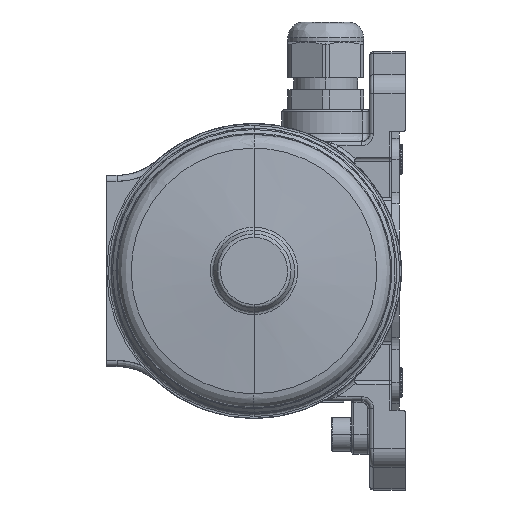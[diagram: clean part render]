
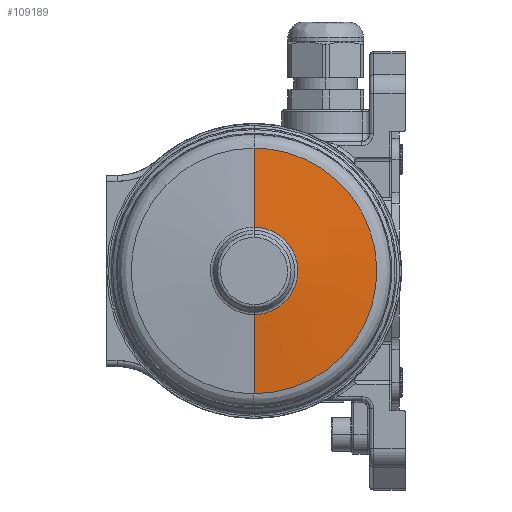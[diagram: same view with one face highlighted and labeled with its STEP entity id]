
A CAD part, left-side view. The second image highlights one B-rep face of the part: STEP entity #109189.
In plain terms, the highlighted conical face has half-angle 85 degrees and reference radius 30.831 mm.
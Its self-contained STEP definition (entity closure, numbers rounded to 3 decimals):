
#1721 = EDGE_CURVE ( 'NONE', #8424, #59035, #56658, .T. ) ;
#7132 = CARTESIAN_POINT ( 'NONE',  ( -75.95, -5.189, 9.573 ) ) ;
#7338 = CARTESIAN_POINT ( 'NONE',  ( -74.211, 0.32, 30.828 ) ) ;
#7969 = CARTESIAN_POINT ( 'NONE',  ( -75.95, -6.404, 8.76 ) ) ;
#8396 = CARTESIAN_POINT ( 'NONE',  ( -75.95, -2.533, -10.68 ) ) ;
#8424 = VERTEX_POINT ( 'NONE', #19949 ) ;
#8789 = ORIENTED_EDGE ( 'NONE', *, *, #41994, .T. ) ;
#9191 = VERTEX_POINT ( 'NONE', #36300 ) ;
#10004 = DIRECTION ( 'NONE',  ( 0., 0., -1. ) ) ;
#12030 = VECTOR ( 'NONE', #74758, 1000. ) ;
#13311 = CARTESIAN_POINT ( 'NONE',  ( -75.95, 0.33, 10.959 ) ) ;
#15789 = FACE_OUTER_BOUND ( 'NONE', #65896, .T. ) ;
#16251 = ORIENTED_EDGE ( 'NONE', *, *, #27372, .T. ) ;
#16736 = AXIS2_PLACEMENT_3D ( 'NONE', #27349, #76838, #36643 ) ;
#17706 = CARTESIAN_POINT ( 'NONE',  ( -75.95, -10.625, -1.441 ) ) ;
#19949 = CARTESIAN_POINT ( 'NONE',  ( -74.211, 0.336, -30.834 ) ) ;
#26683 = EDGE_CURVE ( 'NONE', #31120, #114595, #57382, .T. ) ;
#27349 = CARTESIAN_POINT ( 'NONE',  ( -74.211, 0.336, -0.003 ) ) ;
#27372 = EDGE_CURVE ( 'NONE', #9191, #8424, #60299, .T. ) ;
#27405 = CARTESIAN_POINT ( 'NONE',  ( -75.95, -1.104, 10.958 ) ) ;
#27678 = CARTESIAN_POINT ( 'NONE',  ( -74.211, -15.113, -26.761 ) ) ;
#28101 = CARTESIAN_POINT ( 'NONE',  ( -74.211, -30.297, 4.024 ) ) ;
#28535 = CARTESIAN_POINT ( 'NONE',  ( -74.211, -9.597, -29.26 ) ) ;
#29373 = CARTESIAN_POINT ( 'NONE',  ( -74.211, -3.715, 30.627 ) ) ;
#31120 = VERTEX_POINT ( 'NONE', #87750 ) ;
#34588 = VECTOR ( 'NONE', #116881, 1000. ) ;
#36290 = CARTESIAN_POINT ( 'NONE',  ( -75.95, -9.241, -5.525 ) ) ;
#36300 = CARTESIAN_POINT ( 'NONE',  ( -75.95, 0.336, -10.965 ) ) ;
#36643 = DIRECTION ( 'NONE',  ( 0., 0., -1. ) ) ;
#36877 = AXIS2_PLACEMENT_3D ( 'NONE', #67923, #78087, #10004 ) ;
#36968 = CARTESIAN_POINT ( 'NONE',  ( -74.211, -18.468, -24.519 ) ) ;
#37130 = CARTESIAN_POINT ( 'NONE',  ( -75.95, -8.432, 6.73 ) ) ;
#37400 = CARTESIAN_POINT ( 'NONE',  ( -74.211, -20.047, 23.217 ) ) ;
#37819 = CARTESIAN_POINT ( 'NONE',  ( -74.211, -7.672, 29.838 ) ) ;
#38254 = CARTESIAN_POINT ( 'NONE',  ( -74.211, -20.035, -23.233 ) ) ;
#38658 = CARTESIAN_POINT ( 'NONE',  ( -74.211, -1.698, 30.827 ) ) ;
#41994 = EDGE_CURVE ( 'NONE', #61570, #9191, #50587, .T. ) ;
#43235 = ORIENTED_EDGE ( 'NONE', *, *, #84907, .T. ) ;
#46797 = CARTESIAN_POINT ( 'NONE',  ( -74.211, 0.336, 30.828 ) ) ;
#47105 = CARTESIAN_POINT ( 'NONE',  ( -74.211, -18.481, 24.503 ) ) ;
#47267 = CARTESIAN_POINT ( 'NONE',  ( -75.95, -10.341, 2.863 ) ) ;
#47547 = CARTESIAN_POINT ( 'NONE',  ( -74.211, -7.657, -29.848 ) ) ;
#48401 = CARTESIAN_POINT ( 'NONE',  ( -74.211, -29.507, -8.004 ) ) ;
#48760 = CARTESIAN_POINT ( 'NONE',  ( -74.211, 0.336, -30.834 ) ) ;
#50587 = B_SPLINE_CURVE_WITH_KNOTS ( 'NONE', 3,
 ( #93832, #27405, #103590, #7132, #7969, #37130, #105269, #47267, #94246, #17706, #85353, #36290, #114563, #103998, #56584, #8396, #114993, #113706 ),
 .UNSPECIFIED., .F., .F.,
 ( 4, 2, 2, 2, 2, 2, 2, 2, 4 ),
 ( 0., 0.125, 0.25, 0.375, 0.5, 0.625, 0.75, 0.875, 1. ),
 .UNSPECIFIED. ) ;
#56423 = CARTESIAN_POINT ( 'NONE',  ( -74.211, -29.511, 7.982 ) ) ;
#56496 = DIRECTION ( 'NONE',  ( -1., 0., 0. ) ) ;
#56584 = CARTESIAN_POINT ( 'NONE',  ( -75.95, -5.184, -9.582 ) ) ;
#56658 = B_SPLINE_CURVE_WITH_KNOTS ( 'NONE', 3,
 ( #124173, #85628, #124595, #47547, #28535, #125434, #27678, #36968, #38254, #87303, #104686, #95772, #66152, #76745, #48401, #116095, #105119, #125013, #28101, #56423, #75887, #56850, #106370, #67424, #95342, #37400, #47105, #96614, #105950, #86059, #37819, #29373, #38658, #114840 ),
 .UNSPECIFIED., .F., .F.,
 ( 4, 2, 2, 2, 2, 2, 2, 2, 2, 2, 2, 2, 2, 2, 2, 2, 4 ),
 ( 0., 0.063, 0.125, 0.188, 0.25, 0.313, 0.375, 0.438, 0.5, 0.562, 0.625, 0.687, 0.75, 0.813, 0.875, 0.938, 1. ),
 .UNSPECIFIED. ) ;
#56850 = CARTESIAN_POINT ( 'NONE',  ( -74.211, -27.381, 13.65 ) ) ;
#57382 = LINE ( 'NONE', #46797, #12030 ) ;
#59035 = VERTEX_POINT ( 'NONE', #7338 ) ;
#60299 = LINE ( 'NONE', #48760, #34588 ) ;
#61570 = VERTEX_POINT ( 'NONE', #13311 ) ;
#65896 = EDGE_LOOP ( 'NONE', ( #115106, #43235, #123211, #107741, #8789, #16251 ) ) ;
#66152 = CARTESIAN_POINT ( 'NONE',  ( -74.211, -27.373, -13.671 ) ) ;
#67424 = CARTESIAN_POINT ( 'NONE',  ( -74.211, -24.185, 18.795 ) ) ;
#67923 = CARTESIAN_POINT ( 'NONE',  ( -74.211, 0.336, -0.003 ) ) ;
#73257 = CONICAL_SURFACE ( 'NONE', #16736, 30.831, 1.484 ) ;
#74758 = DIRECTION ( 'NONE',  ( -0.087, 0., -0.996 ) ) ;
#75887 = CARTESIAN_POINT ( 'NONE',  ( -74.211, -28.924, 9.922 ) ) ;
#75959 = CARTESIAN_POINT ( 'NONE',  ( -75.95, 0.336, -0.003 ) ) ;
#76745 = CARTESIAN_POINT ( 'NONE',  ( -74.211, -28.918, -9.943 ) ) ;
#76838 = DIRECTION ( 'NONE',  ( 1., 0., 0. ) ) ;
#76949 = CIRCLE ( 'NONE', #111043, 10.962 ) ;
#78087 = DIRECTION ( 'NONE',  ( -1., 0., 0. ) ) ;
#83291 = CARTESIAN_POINT ( 'NONE',  ( -75.95, 0.336, 10.959 ) ) ;
#84907 = EDGE_CURVE ( 'NONE', #59035, #31120, #118849, .T. ) ;
#85353 = CARTESIAN_POINT ( 'NONE',  ( -75.95, -10.34, -2.875 ) ) ;
#85628 = CARTESIAN_POINT ( 'NONE',  ( -74.211, -1.681, -30.834 ) ) ;
#86059 = CARTESIAN_POINT ( 'NONE',  ( -74.211, -9.612, 29.249 ) ) ;
#87303 = CARTESIAN_POINT ( 'NONE',  ( -74.211, -22.889, -20.38 ) ) ;
#87750 = CARTESIAN_POINT ( 'NONE',  ( -74.211, 0.336, 30.828 ) ) ;
#93832 = CARTESIAN_POINT ( 'NONE',  ( -75.95, 0.33, 10.959 ) ) ;
#94246 = CARTESIAN_POINT ( 'NONE',  ( -75.95, -10.626, 1.429 ) ) ;
#95342 = CARTESIAN_POINT ( 'NONE',  ( -74.211, -22.9, 20.362 ) ) ;
#95772 = CARTESIAN_POINT ( 'NONE',  ( -74.211, -26.417, -15.459 ) ) ;
#96614 = CARTESIAN_POINT ( 'NONE',  ( -74.211, -15.127, 26.746 ) ) ;
#103590 = CARTESIAN_POINT ( 'NONE',  ( -75.95, -2.538, 10.672 ) ) ;
#103998 = CARTESIAN_POINT ( 'NONE',  ( -75.95, -6.4, -8.77 ) ) ;
#104331 = DIRECTION ( 'NONE',  ( 0., 0., -1. ) ) ;
#104686 = CARTESIAN_POINT ( 'NONE',  ( -74.211, -24.175, -18.813 ) ) ;
#105119 = CARTESIAN_POINT ( 'NONE',  ( -74.211, -30.495, -2.029 ) ) ;
#105269 = CARTESIAN_POINT ( 'NONE',  ( -75.95, -9.244, 5.514 ) ) ;
#105950 = CARTESIAN_POINT ( 'NONE',  ( -74.211, -13.339, 27.703 ) ) ;
#106370 = CARTESIAN_POINT ( 'NONE',  ( -74.211, -26.426, 15.439 ) ) ;
#107741 = ORIENTED_EDGE ( 'NONE', *, *, #120040, .F. ) ;
#109189 = ADVANCED_FACE ( 'NONE', ( #15789 ), #73257, .T. ) ;
#111043 = AXIS2_PLACEMENT_3D ( 'NONE', #75959, #56496, #104331 ) ;
#113706 = CARTESIAN_POINT ( 'NONE',  ( -75.95, 0.336, -10.965 ) ) ;
#114563 = CARTESIAN_POINT ( 'NONE',  ( -75.95, -8.429, -6.741 ) ) ;
#114595 = VERTEX_POINT ( 'NONE', #83291 ) ;
#114840 = CARTESIAN_POINT ( 'NONE',  ( -74.211, 0.32, 30.828 ) ) ;
#114993 = CARTESIAN_POINT ( 'NONE',  ( -75.95, -1.099, -10.965 ) ) ;
#115106 = ORIENTED_EDGE ( 'NONE', *, *, #1721, .T. ) ;
#116095 = CARTESIAN_POINT ( 'NONE',  ( -74.211, -30.295, -4.046 ) ) ;
#116881 = DIRECTION ( 'NONE',  ( 0.087, 0., -0.996 ) ) ;
#118849 = CIRCLE ( 'NONE', #36877, 30.831 ) ;
#120040 = EDGE_CURVE ( 'NONE', #61570, #114595, #76949, .T. ) ;
#123211 = ORIENTED_EDGE ( 'NONE', *, *, #26683, .T. ) ;
#124173 = CARTESIAN_POINT ( 'NONE',  ( -74.211, 0.336, -30.834 ) ) ;
#124595 = CARTESIAN_POINT ( 'NONE',  ( -74.211, -3.699, -30.636 ) ) ;
#125013 = CARTESIAN_POINT ( 'NONE',  ( -74.211, -30.496, 2.006 ) ) ;
#125434 = CARTESIAN_POINT ( 'NONE',  ( -74.211, -13.325, -27.716 ) ) ;
